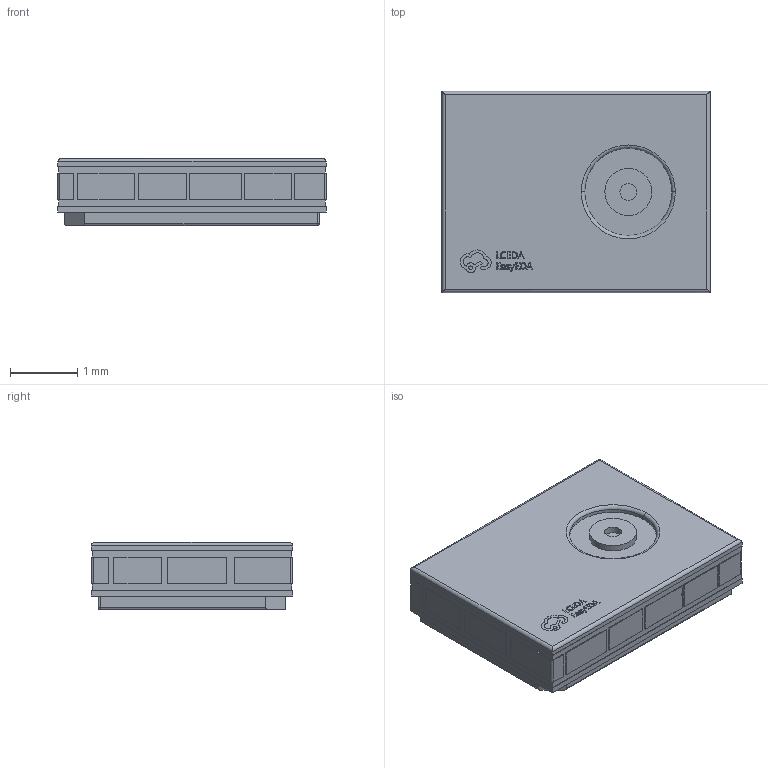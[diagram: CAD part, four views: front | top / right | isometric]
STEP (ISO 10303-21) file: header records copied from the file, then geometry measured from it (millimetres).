
FILE_DESCRIPTION (( 'STEP AP214' ), '1' );
FILE_NAME ('MIC-SMD_5P-L3.0-W4.0-P0.85-BL.step', '2022-07-04T12:01:56', ( '' ), ( '' ), 'SwSTEP 2.0', 'SolidWorks 2020', '' );
FILE_SCHEMA (( 'AUTOMOTIVE_DESIGN' ));
Length unit declared in the file: millimetre
Products named in the file (1): MIC-SMD_5P-L3.0-W4.0-P0.85-BL
Bounding box: 4 x 3 x 1 mm (x, y, z)
Volume: 11.3 mm3; surface area: 61.5 mm2
Topology: 3 solids, 3 shells, 389 faces, 1020 edges, 673 vertices
Faces by surface type: plane 261, bspline 98, cylinder 25, sphere 3, torus 2
Entity records: 16662 total; most frequent: CARTESIAN_POINT 3404, ORIENTED_EDGE 2034, DIRECTION 1439, EDGE_CURVE 1017, VECTOR 767, LINE 767, VERTEX_POINT 673, EDGE_LOOP 430
